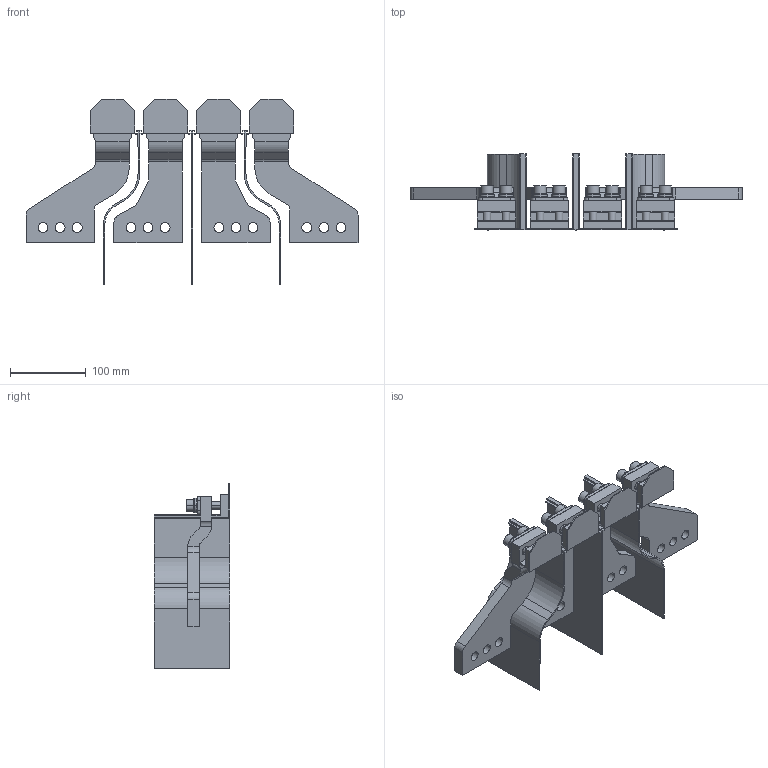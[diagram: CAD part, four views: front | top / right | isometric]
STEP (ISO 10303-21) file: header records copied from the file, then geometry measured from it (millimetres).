
FILE_DESCRIPTION(('CATIA V5 STEP Exchange'),'2;1');
FILE_NAME('1SDH001252R0048_1PA_001_00_E1.2_IV_F_TERMINALS_ES_LOWER.stp','2014-03-06T08:13:19+00:00',('none'),('none'),'CATIA Version 5 Release 20 SP 5 (IN-10)','CATIA V5 STEP AP214','none');
FILE_SCHEMA(('AUTOMOTIVE_DESIGN { 1 0 10303 214 1 1 1 1 }'));
Length unit declared in the file: millimetre
Products named in the file (1): 1SDH001252R0048_1PA_001_00_E1.2_IV_F_TERMINALS_ES_LOWER
Bounding box: 438 x 100 x 245 mm (x, y, z)
Volume: 888810 mm3; surface area: 336589.3 mm2
Topology: 31 solids, 31 shells, 606 faces, 1558 edges, 1046 vertices
Faces by surface type: plane 377, cylinder 213, torus 16
Entity records: 17948 total; most frequent: CARTESIAN_POINT 3174, ORIENTED_EDGE 3116, DIRECTION 2584, EDGE_CURVE 1558, VECTOR 1078, LINE 1078, VERTEX_POINT 1046, AXIS2_PLACEMENT_3D 986
